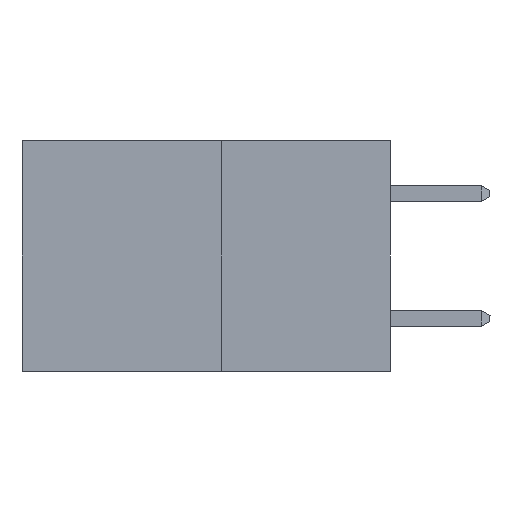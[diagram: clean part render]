
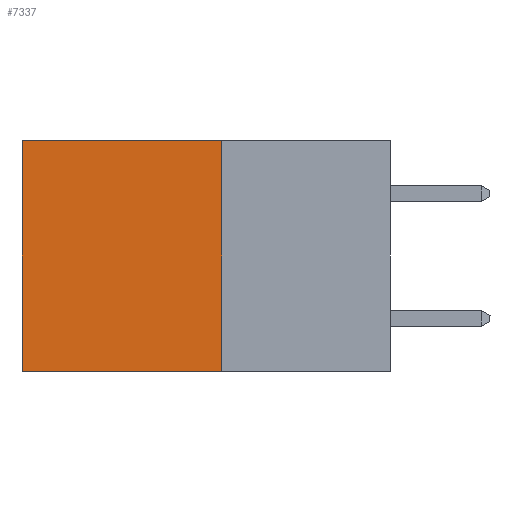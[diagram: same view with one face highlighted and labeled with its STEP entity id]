
A CAD part, left-side view. The second image highlights one B-rep face of the part: STEP entity #7337.
In plain terms, the highlighted planar face has unit normal (-1, 0, 0).
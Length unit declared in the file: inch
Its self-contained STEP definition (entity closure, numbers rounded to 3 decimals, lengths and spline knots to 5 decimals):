
#524 = CARTESIAN_POINT ( 'NONE',  ( 0.277, 0.27, -0.37 ) ) ;
#623 = VERTEX_POINT ( 'NONE', #7823 ) ;
#772 = VECTOR ( 'NONE', #4195, 39.37008 ) ;
#790 = VECTOR ( 'NONE', #1265, 39.37008 ) ;
#978 = EDGE_CURVE ( 'NONE', #623, #7606, #1930, .T. ) ;
#1265 = DIRECTION ( 'NONE',  ( 0., 0., -1. ) ) ;
#1501 = EDGE_LOOP ( 'NONE', ( #3069, #3037, #3029, #3182 ) ) ;
#1621 = LINE ( 'NONE', #4999, #4994 ) ;
#1738 = VERTEX_POINT ( 'NONE', #6518 ) ;
#1759 = VERTEX_POINT ( 'NONE', #5805 ) ;
#1922 = FACE_OUTER_BOUND ( 'NONE', #1501, .T. ) ;
#1930 = LINE ( 'NONE', #6911, #5183 ) ;
#2224 = EDGE_CURVE ( 'NONE', #7606, #1738, #3297, .T. ) ;
#2813 = EDGE_CURVE ( 'NONE', #1759, #1738, #1621, .T. ) ;
#2835 = CARTESIAN_POINT ( 'NONE',  ( 0.277, 0.59, -0.37 ) ) ;
#3029 = ORIENTED_EDGE ( 'NONE', *, *, #3186, .F. ) ;
#3037 = ORIENTED_EDGE ( 'NONE', *, *, #2813, .F. ) ;
#3069 = ORIENTED_EDGE ( 'NONE', *, *, #2224, .T. ) ;
#3182 = ORIENTED_EDGE ( 'NONE', *, *, #978, .T. ) ;
#3186 = EDGE_CURVE ( 'NONE', #623, #1759, #6236, .T. ) ;
#3297 = LINE ( 'NONE', #2835, #790 ) ;
#3900 = AXIS2_PLACEMENT_3D ( 'NONE', #524, #6574, #5954 ) ;
#4195 = DIRECTION ( 'NONE',  ( 0., 0., -1. ) ) ;
#4920 = DIRECTION ( 'NONE',  ( 0., 1., 0. ) ) ;
#4994 = VECTOR ( 'NONE', #4920, 39.37008 ) ;
#4999 = CARTESIAN_POINT ( 'NONE',  ( 0.277, 0.27, -0.37 ) ) ;
#5183 = VECTOR ( 'NONE', #5445, 39.37008 ) ;
#5445 = DIRECTION ( 'NONE',  ( 0., 1., 0. ) ) ;
#5805 = CARTESIAN_POINT ( 'NONE',  ( 0.277, 0.27, -0.37 ) ) ;
#5954 = DIRECTION ( 'NONE',  ( 0., 0., -1. ) ) ;
#6236 = LINE ( 'NONE', #7313, #772 ) ;
#6518 = CARTESIAN_POINT ( 'NONE',  ( 0.277, 0.59, -0.37 ) ) ;
#6574 = DIRECTION ( 'NONE',  ( 1., 0., 0. ) ) ;
#6877 = PLANE ( 'NONE',  #3900 ) ;
#6911 = CARTESIAN_POINT ( 'NONE',  ( 0.277, 0.27, 0. ) ) ;
#7313 = CARTESIAN_POINT ( 'NONE',  ( 0.277, 0.27, -0.37 ) ) ;
#7337 = ADVANCED_FACE ( 'NONE', ( #1922 ), #6877, .F. ) ;
#7606 = VERTEX_POINT ( 'NONE', #7766 ) ;
#7766 = CARTESIAN_POINT ( 'NONE',  ( 0.277, 0.59, 0. ) ) ;
#7823 = CARTESIAN_POINT ( 'NONE',  ( 0.277, 0.27, 0. ) ) ;
